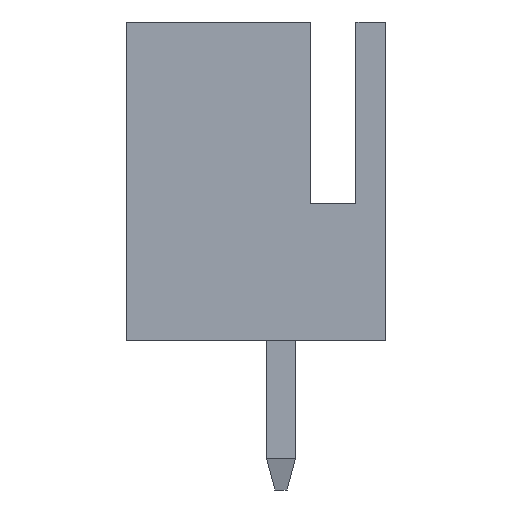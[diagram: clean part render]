
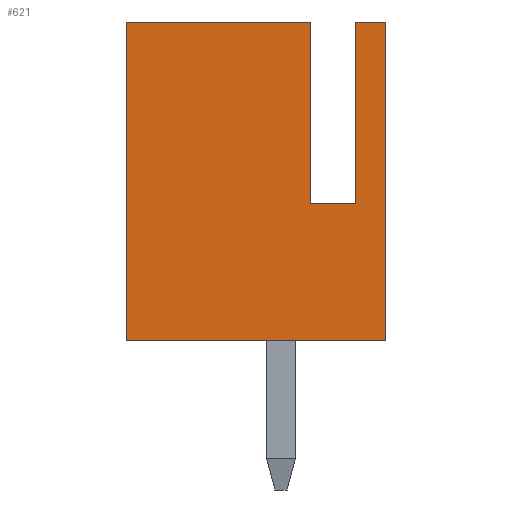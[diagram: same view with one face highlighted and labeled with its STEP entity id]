
A CAD part, left-side view. The second image highlights one B-rep face of the part: STEP entity #621.
In plain terms, the highlighted planar face has unit normal (-1, 0, 0).
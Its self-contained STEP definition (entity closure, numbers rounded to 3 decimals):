
#24 = VERTEX_POINT ( 'NONE', #8397 ) ;
#111 = EDGE_CURVE ( 'NONE', #471, #8256, #8073, .T. ) ;
#295 = DIRECTION ( 'NONE',  ( 0., 0., -1. ) ) ;
#312 = LINE ( 'NONE', #8399, #5376 ) ;
#447 = ORIENTED_EDGE ( 'NONE', *, *, #3719, .T. ) ;
#471 = VERTEX_POINT ( 'NONE', #4372 ) ;
#621 = ADVANCED_FACE ( 'NONE', ( #7744 ), #4239, .F. ) ;
#714 = VECTOR ( 'NONE', #8333, 1000. ) ;
#918 = VERTEX_POINT ( 'NONE', #2626 ) ;
#1128 = ORIENTED_EDGE ( 'NONE', *, *, #8046, .F. ) ;
#1149 = DIRECTION ( 'NONE',  ( 0., -1., 0. ) ) ;
#1181 = VERTEX_POINT ( 'NONE', #2398 ) ;
#1628 = VECTOR ( 'NONE', #3081, 1000. ) ;
#1758 = LINE ( 'NONE', #4488, #8161 ) ;
#2179 = CARTESIAN_POINT ( 'NONE',  ( -10.05, 5.7, 7. ) ) ;
#2200 = ORIENTED_EDGE ( 'NONE', *, *, #3112, .F. ) ;
#2367 = CARTESIAN_POINT ( 'NONE',  ( -10.05, 5.7, 3. ) ) ;
#2398 = CARTESIAN_POINT ( 'NONE',  ( -10.05, 0.65, 3. ) ) ;
#2609 = ORIENTED_EDGE ( 'NONE', *, *, #111, .F. ) ;
#2626 = CARTESIAN_POINT ( 'NONE',  ( -10.05, 5.7, 7. ) ) ;
#2684 = VERTEX_POINT ( 'NONE', #8709 ) ;
#2841 = LINE ( 'NONE', #2179, #7859 ) ;
#3001 = DIRECTION ( 'NONE',  ( 1., 0., 0. ) ) ;
#3081 = DIRECTION ( 'NONE',  ( 0., 1., 0. ) ) ;
#3112 = EDGE_CURVE ( 'NONE', #7363, #24, #1758, .T. ) ;
#3366 = ORIENTED_EDGE ( 'NONE', *, *, #4082, .F. ) ;
#3415 = EDGE_CURVE ( 'NONE', #1181, #24, #8452, .T. ) ;
#3634 = LINE ( 'NONE', #4204, #4329 ) ;
#3719 = EDGE_CURVE ( 'NONE', #918, #5055, #6870, .T. ) ;
#3805 = DIRECTION ( 'NONE',  ( 0., 0., -1. ) ) ;
#4082 = EDGE_CURVE ( 'NONE', #1181, #2684, #6195, .T. ) ;
#4204 = CARTESIAN_POINT ( 'NONE',  ( -10.05, 5.7, 7. ) ) ;
#4239 = PLANE ( 'NONE',  #7781 ) ;
#4329 = VECTOR ( 'NONE', #5587, 1000. ) ;
#4372 = CARTESIAN_POINT ( 'NONE',  ( -10.05, 0., 7. ) ) ;
#4488 = CARTESIAN_POINT ( 'NONE',  ( -10.05, 1.65, 7. ) ) ;
#4545 = ORIENTED_EDGE ( 'NONE', *, *, #7826, .T. ) ;
#4633 = CARTESIAN_POINT ( 'NONE',  ( -10.05, 1.65, 7. ) ) ;
#4864 = DIRECTION ( 'NONE',  ( 0., 0., -1. ) ) ;
#4899 = DIRECTION ( 'NONE',  ( 0., -1., 0. ) ) ;
#5055 = VERTEX_POINT ( 'NONE', #6450 ) ;
#5077 = EDGE_LOOP ( 'NONE', ( #3366, #5423, #2200, #8417, #447, #4545, #2609, #1128 ) ) ;
#5307 = CARTESIAN_POINT ( 'NONE',  ( -10.05, 0., 7. ) ) ;
#5376 = VECTOR ( 'NONE', #1149, 1000. ) ;
#5423 = ORIENTED_EDGE ( 'NONE', *, *, #3415, .T. ) ;
#5587 = DIRECTION ( 'NONE',  ( 0., -1., 0. ) ) ;
#6035 = VECTOR ( 'NONE', #7900, 1000. ) ;
#6195 = LINE ( 'NONE', #6947, #714 ) ;
#6367 = CARTESIAN_POINT ( 'NONE',  ( -10.05, 0., 0. ) ) ;
#6371 = CARTESIAN_POINT ( 'NONE',  ( -10.05, 5.7, 7. ) ) ;
#6391 = CARTESIAN_POINT ( 'NONE',  ( -10.05, 5.7, 7. ) ) ;
#6450 = CARTESIAN_POINT ( 'NONE',  ( -10.05, 5.7, 0. ) ) ;
#6870 = LINE ( 'NONE', #6391, #8147 ) ;
#6947 = CARTESIAN_POINT ( 'NONE',  ( -10.05, 0.65, 7. ) ) ;
#7190 = EDGE_CURVE ( 'NONE', #918, #7363, #2841, .T. ) ;
#7363 = VERTEX_POINT ( 'NONE', #4633 ) ;
#7744 = FACE_OUTER_BOUND ( 'NONE', #5077, .T. ) ;
#7781 = AXIS2_PLACEMENT_3D ( 'NONE', #6371, #3001, #295 ) ;
#7826 = EDGE_CURVE ( 'NONE', #5055, #8256, #312, .T. ) ;
#7859 = VECTOR ( 'NONE', #4899, 1000. ) ;
#7900 = DIRECTION ( 'NONE',  ( 0., 0., -1. ) ) ;
#8046 = EDGE_CURVE ( 'NONE', #2684, #471, #3634, .T. ) ;
#8073 = LINE ( 'NONE', #5307, #6035 ) ;
#8147 = VECTOR ( 'NONE', #4864, 1000. ) ;
#8161 = VECTOR ( 'NONE', #3805, 1000. ) ;
#8256 = VERTEX_POINT ( 'NONE', #6367 ) ;
#8333 = DIRECTION ( 'NONE',  ( 0., 0., 1. ) ) ;
#8397 = CARTESIAN_POINT ( 'NONE',  ( -10.05, 1.65, 3. ) ) ;
#8399 = CARTESIAN_POINT ( 'NONE',  ( -10.05, 5.7, 0. ) ) ;
#8417 = ORIENTED_EDGE ( 'NONE', *, *, #7190, .F. ) ;
#8452 = LINE ( 'NONE', #2367, #1628 ) ;
#8709 = CARTESIAN_POINT ( 'NONE',  ( -10.05, 0.65, 7. ) ) ;
